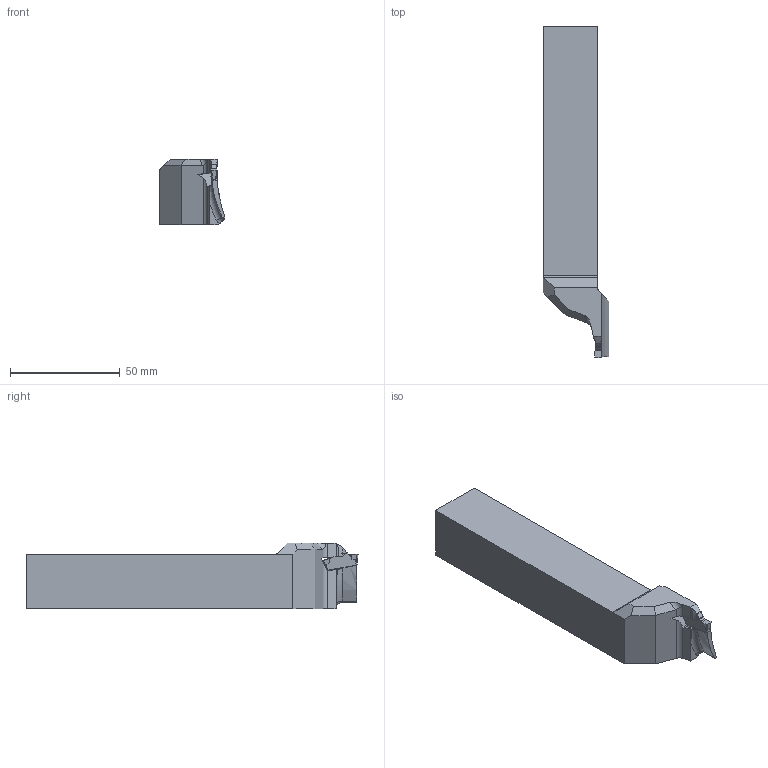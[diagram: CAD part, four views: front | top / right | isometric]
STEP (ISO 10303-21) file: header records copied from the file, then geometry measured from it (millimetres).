
FILE_DESCRIPTION(/* description */ (''),/* implementation_level */ '2;1');
FILE_NAME(/* name */ 'GFIR2525M03L130090_A_115014118ndi000_00_SIM.stp',/* time_stamp */ '2020-07-14T10:57:44+02:00',/* author */ (''),/* organization */ (''),/* preprocessor_version */ 'ST-DEVELOPER v16.7',/* originating_system */ 'SIEMENS PLM Software NX 12.0',/* authorisation */ '');
FILE_SCHEMA (('AUTOMOTIVE_DESIGN { 1 0 10303 214 3 1 1 1 }'));
Length unit declared in the file: millimetre
Products named in the file (1): fo3406CCBBE4g29n
Bounding box: 30 x 151 x 30 mm (x, y, z)
Volume: 85212.4 mm3; surface area: 15715 mm2
Topology: 2 solids, 2 shells, 77 faces, 240 edges, 167 vertices
Faces by surface type: plane 46, cylinder 18, bspline 10, torus 3
Entity records: 3404 total; most frequent: CARTESIAN_POINT 1373, ORIENTED_EDGE 480, DIRECTION 339, EDGE_CURVE 240, VERTEX_POINT 167, LINE 115, VECTOR 115, AXIS2_PLACEMENT_3D 112
